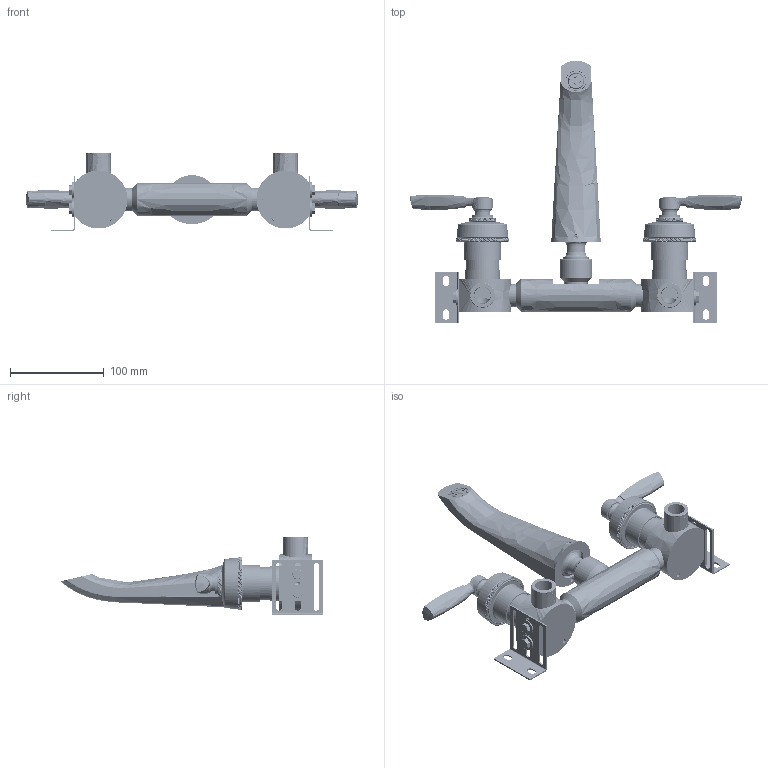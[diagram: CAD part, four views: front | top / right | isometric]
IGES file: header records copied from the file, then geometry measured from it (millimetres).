
Global section: file name: T10KA17-1LB; native system: Autodesk Inventor 2024; preprocessor: unknown; author: pbiran; date: 20241101.115604; units: millimetre
Bounding box: 355 x 281.08 x 84 mm (x, y, z)
Volume: 630842.3 mm3; surface area: 274013.3 mm2
Topology: 73 solids, 74 shells, 14630 faces, 33362 edges, 19158 vertices
Faces by surface type: bspline 14626, offset 4
